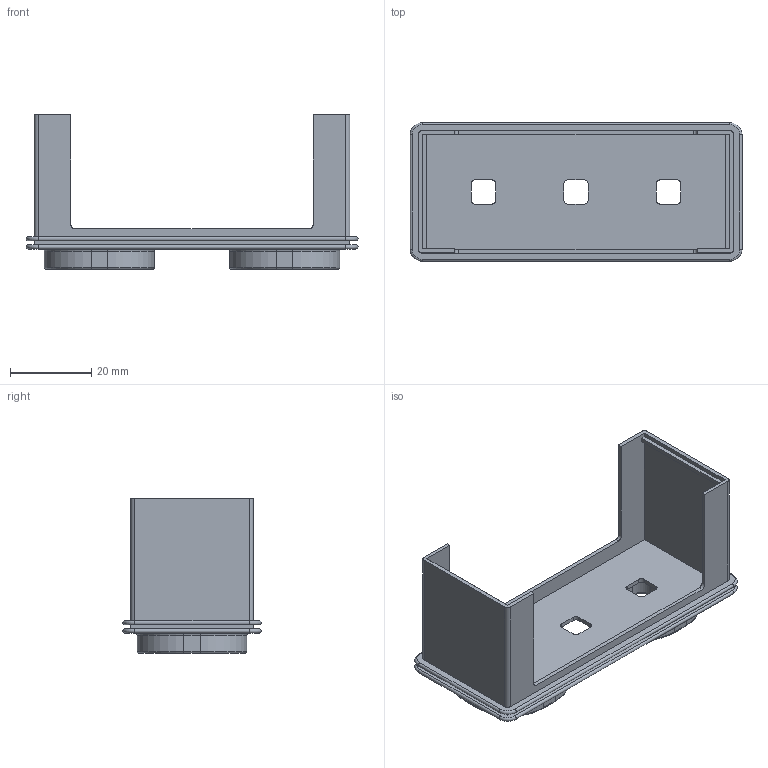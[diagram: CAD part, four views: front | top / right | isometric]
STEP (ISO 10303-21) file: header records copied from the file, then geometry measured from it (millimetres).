
FILE_DESCRIPTION(/* description */ (''),/* implementation_level */ '2;1');
FILE_NAME(/* name */ 'termination_hv_cover.ipt.stp',/* time_stamp */ '2016-11-04T11:03:21+01:00',/* author */ ('tguillod'),/* organization */ (''),/* preprocessor_version */ 'ST-DEVELOPER v15.2',/* originating_system */ 'Autodesk Inventor 2014',/* authorisation */ '');
FILE_SCHEMA (('AUTOMOTIVE_DESIGN { 1 0 10303 214 3 1 1 }'));
Length unit declared in the file: millimetre
Products named in the file (1): termination_hv_cover
Bounding box: 81.5 x 34 x 38 mm (x, y, z)
Volume: 8921.4 mm3; surface area: 17970 mm2
Topology: 1 solids, 1 shells, 313 faces, 740 edges, 440 vertices
Faces by surface type: cylinder 140, plane 117, torus 56
Entity records: 8939 total; most frequent: DIRECTION 1680, CARTESIAN_POINT 1494, ORIENTED_EDGE 1480, EDGE_CURVE 740, AXIS2_PLACEMENT_3D 626, VERTEX_POINT 440, LINE 428, VECTOR 428
